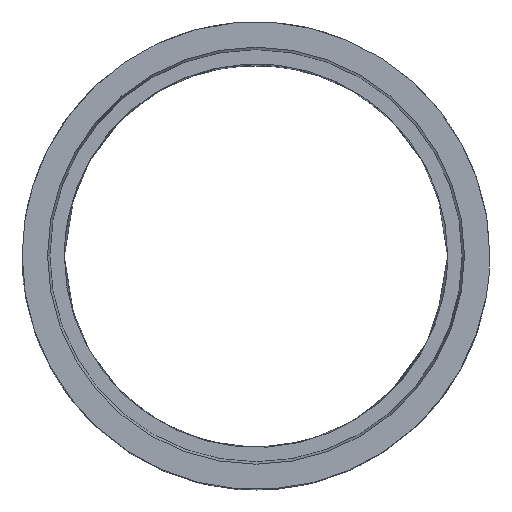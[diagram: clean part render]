
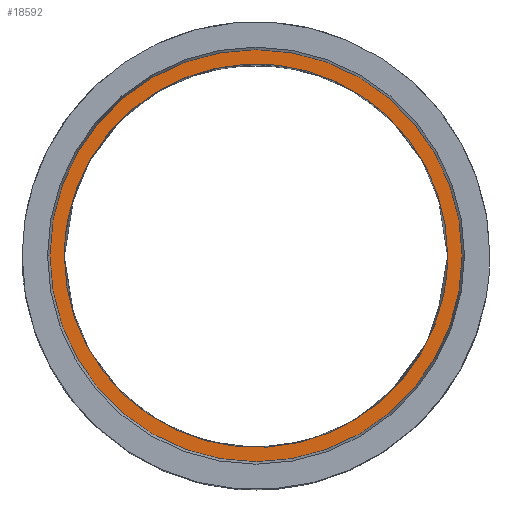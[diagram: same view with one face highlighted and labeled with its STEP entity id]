
A CAD part, top view. The second image highlights one B-rep face of the part: STEP entity #18592.
In plain terms, the highlighted planar face has unit normal (0, 0, 1).
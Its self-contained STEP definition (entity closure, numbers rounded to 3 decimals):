
#67 = CARTESIAN_POINT ( 'NONE',  ( 384.263, -140.893, 750. ) ) ;
#284 = CARTESIAN_POINT ( 'NONE',  ( 400., 0., 750. ) ) ;
#644 = PLANE ( 'NONE',  #4268 ) ;
#1262 = CARTESIAN_POINT ( 'NONE',  ( 400., 0., 750. ) ) ;
#1551 = DIRECTION ( 'NONE',  ( 1., 0., 0. ) ) ;
#1883 = CARTESIAN_POINT ( 'NONE',  ( 342.853, 222.833, 750. ) ) ;
#3217 = VERTEX_POINT ( 'NONE', #18254 ) ;
#4268 = AXIS2_PLACEMENT_3D ( 'NONE', #10317, #20324, #12177 ) ;
#5481 = CARTESIAN_POINT ( 'NONE',  ( -400., 106.084, 750. ) ) ;
#5654 = CIRCLE ( 'NONE', #20908, 430. ) ;
#6152 = ORIENTED_EDGE ( 'NONE', *, *, #7835, .T. ) ;
#6224 = EDGE_LOOP ( 'NONE', ( #17423, #13326 ) ) ;
#6594 = CARTESIAN_POINT ( 'NONE',  ( 400., -5.304, 750. ) ) ;
#6830 = DIRECTION ( 'NONE',  ( 0., 0., 1. ) ) ;
#7005 = CARTESIAN_POINT ( 'NONE',  ( -106.084, 400., 750. ) ) ;
#7065 = B_SPLINE_CURVE_WITH_KNOTS ( 'NONE', 3,
 ( #1262, #14530, #21151, #7216, #20358, #13836, #1883, #20561, #8729, #7005, #13939, #16872, #5481, #13622 ),
 .UNSPECIFIED., .F., .F.,
 ( 4, 1, 1, 1, 1, 2, 2, 2, 4 ),
 ( 0., 0.016, 0.031, 0.047, 0.063, 0.313, 0.625, 0.938, 1.251 ),
 .UNSPECIFIED. ) ;
#7216 = CARTESIAN_POINT ( 'NONE',  ( 398.848, 31.689, 750. ) ) ;
#7318 = CARTESIAN_POINT ( 'NONE',  ( -400., 0., 750. ) ) ;
#7338 = EDGE_LOOP ( 'NONE', ( #6152, #16682 ) ) ;
#7416 = VERTEX_POINT ( 'NONE', #11092 ) ;
#7835 = EDGE_CURVE ( 'NONE', #3217, #20588, #5654, .T. ) ;
#8399 = DIRECTION ( 'NONE',  ( 0., 0., 1. ) ) ;
#8431 = CIRCLE ( 'NONE', #17088, 430. ) ;
#8515 = EDGE_CURVE ( 'NONE', #7416, #13288, #7065, .T. ) ;
#8696 = FACE_BOUND ( 'NONE', #6224, .T. ) ;
#8729 = CARTESIAN_POINT ( 'NONE',  ( 106.084, 400., 750. ) ) ;
#10181 = CARTESIAN_POINT ( 'NONE',  ( 0., 0., 750. ) ) ;
#10317 = CARTESIAN_POINT ( 'NONE',  ( 400., 0., 750. ) ) ;
#10537 = FACE_OUTER_BOUND ( 'NONE', #7338, .T. ) ;
#11092 = CARTESIAN_POINT ( 'NONE',  ( 400., 0., 750. ) ) ;
#11488 = CARTESIAN_POINT ( 'NONE',  ( -106.084, -400., 750. ) ) ;
#12177 = DIRECTION ( 'NONE',  ( -1., 0., 0. ) ) ;
#13288 = VERTEX_POINT ( 'NONE', #7318 ) ;
#13326 = ORIENTED_EDGE ( 'NONE', *, *, #15259, .F. ) ;
#13330 = CARTESIAN_POINT ( 'NONE',  ( 399.789, -15.891, 750. ) ) ;
#13435 = CARTESIAN_POINT ( 'NONE',  ( 342.853, -222.833, 750. ) ) ;
#13622 = CARTESIAN_POINT ( 'NONE',  ( -400., 0., 750. ) ) ;
#13836 = CARTESIAN_POINT ( 'NONE',  ( 384.263, 140.893, 750. ) ) ;
#13939 = CARTESIAN_POINT ( 'NONE',  ( -207.83, 357.855, 750. ) ) ;
#14530 = CARTESIAN_POINT ( 'NONE',  ( 400., 5.304, 750. ) ) ;
#14952 = CARTESIAN_POINT ( 'NONE',  ( 207.83, -357.855, 750. ) ) ;
#15061 = CARTESIAN_POINT ( 'NONE',  ( -357.855, -207.83, 750. ) ) ;
#15173 = CARTESIAN_POINT ( 'NONE',  ( -400., 0., 750. ) ) ;
#15259 = EDGE_CURVE ( 'NONE', #13288, #7416, #15287, .T. ) ;
#15270 = CARTESIAN_POINT ( 'NONE',  ( -430., 0., 750. ) ) ;
#15287 = B_SPLINE_CURVE_WITH_KNOTS ( 'NONE', 3,
 ( #15173, #18205, #15061, #19735, #11488, #18311, #14952, #13435, #67, #21363, #16571, #13330, #6594, #284 ),
 .UNSPECIFIED., .F., .F.,
 ( 4, 2, 2, 2, 1, 1, 1, 1, 4 ),
 ( 1.251, 1.563, 1.876, 2.188, 2.438, 2.454, 2.47, 2.485, 2.501 ),
 .UNSPECIFIED. ) ;
#16539 = CARTESIAN_POINT ( 'NONE',  ( 0., 0., 750. ) ) ;
#16571 = CARTESIAN_POINT ( 'NONE',  ( 398.848, -31.689, 750. ) ) ;
#16682 = ORIENTED_EDGE ( 'NONE', *, *, #21231, .T. ) ;
#16872 = CARTESIAN_POINT ( 'NONE',  ( -357.855, 207.83, 750. ) ) ;
#17088 = AXIS2_PLACEMENT_3D ( 'NONE', #10181, #6830, #21478 ) ;
#17423 = ORIENTED_EDGE ( 'NONE', *, *, #8515, .F. ) ;
#18205 = CARTESIAN_POINT ( 'NONE',  ( -400., -106.084, 750. ) ) ;
#18254 = CARTESIAN_POINT ( 'NONE',  ( 430., 0., 750. ) ) ;
#18311 = CARTESIAN_POINT ( 'NONE',  ( 106.084, -400., 750. ) ) ;
#18592 = ADVANCED_FACE ( 'NONE', ( #10537, #8696 ), #644, .F. ) ;
#19735 = CARTESIAN_POINT ( 'NONE',  ( -207.83, -357.855, 750. ) ) ;
#20324 = DIRECTION ( 'NONE',  ( 0., 0., -1. ) ) ;
#20358 = CARTESIAN_POINT ( 'NONE',  ( 397.288, 47.389, 750. ) ) ;
#20561 = CARTESIAN_POINT ( 'NONE',  ( 207.83, 357.855, 750. ) ) ;
#20588 = VERTEX_POINT ( 'NONE', #15270 ) ;
#20908 = AXIS2_PLACEMENT_3D ( 'NONE', #16539, #8399, #1551 ) ;
#21151 = CARTESIAN_POINT ( 'NONE',  ( 399.789, 15.891, 750. ) ) ;
#21231 = EDGE_CURVE ( 'NONE', #20588, #3217, #8431, .T. ) ;
#21363 = CARTESIAN_POINT ( 'NONE',  ( 397.288, -47.389, 750. ) ) ;
#21478 = DIRECTION ( 'NONE',  ( 1., 0., 0. ) ) ;
